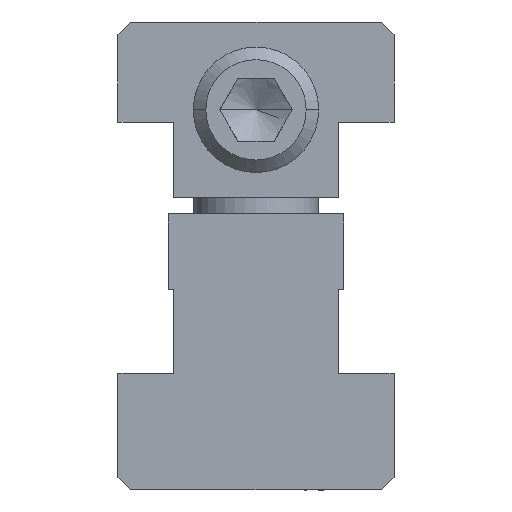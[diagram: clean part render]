
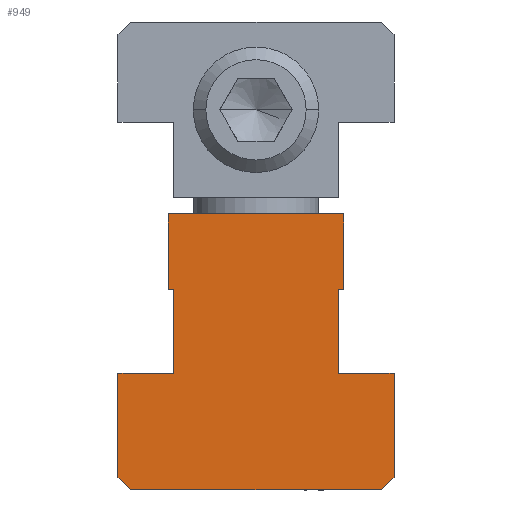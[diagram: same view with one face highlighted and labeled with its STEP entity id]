
A CAD part, front view. The second image highlights one B-rep face of the part: STEP entity #949.
In plain terms, the highlighted planar face has unit normal (0, -1, 0).
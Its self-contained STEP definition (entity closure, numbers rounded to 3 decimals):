
#413=VERTEX_POINT('',#1195);
#485=VERTEX_POINT('',#1275);
#489=VERTEX_POINT('',#1279);
#531=EDGE_CURVE('',#921,#581,#1327,.T.);
#565=EDGE_CURVE('',#1029,#413,#1369,.T.);
#575=EDGE_CURVE('',#763,#1087,#1379,.T.);
#581=VERTEX_POINT('',#1385);
#595=VERTEX_POINT('',#1399);
#615=EDGE_CURVE('',#1087,#1029,#1424,.T.);
#755=VERTEX_POINT('',#1580);
#763=VERTEX_POINT('',#1588);
#779=VERTEX_POINT('',#1605);
#799=VERTEX_POINT('',#1626);
#825=EDGE_CURVE('',#595,#921,#1657,.T.);
#849=EDGE_CURVE('',#779,#595,#1684,.T.);
#851=EDGE_CURVE('',#485,#779,#1686,.T.);
#863=VERTEX_POINT('',#1699);
#877=EDGE_CURVE('',#489,#763,#1715,.T.);
#921=VERTEX_POINT('',#1761);
#949=ADVANCED_FACE('',(#1790),#1791,.F.);
#979=EDGE_CURVE('',#413,#799,#1827,.T.);
#989=EDGE_CURVE('',#1149,#755,#1838,.T.);
#1009=EDGE_CURVE('',#863,#485,#1862,.T.);
#1029=VERTEX_POINT('',#1883);
#1085=EDGE_CURVE('',#799,#1149,#1944,.T.);
#1087=VERTEX_POINT('',#1946);
#1149=VERTEX_POINT('',#2016);
#1157=EDGE_CURVE('',#755,#863,#2025,.T.);
#1159=EDGE_CURVE('',#581,#489,#2027,.T.);
#1195=CARTESIAN_POINT('',(7.,-34.5,12.7));
#1275=CARTESIAN_POINT('',(11.0,-34.5,-8.3));
#1279=CARTESIAN_POINT('',(-6.6,-34.5,0.));
#1327=LINE('',#2249,#2250);
#1369=LINE('',#2298,#2299);
#1379=LINE('',#2317,#2318);
#1385=CARTESIAN_POINT('',(-11.0,-34.5,0.));
#1399=CARTESIAN_POINT('',(-10.,-34.5,-9.3));
#1424=LINE('',#2391,#2392);
#1580=CARTESIAN_POINT('',(6.6,-34.5,0.));
#1588=CARTESIAN_POINT('',(-6.6,-34.5,6.7));
#1605=CARTESIAN_POINT('',(10.0,-34.5,-9.3));
#1626=CARTESIAN_POINT('',(7.,-34.5,6.7));
#1657=LINE('',#2744,#2745);
#1684=LINE('',#2783,#2784);
#1686=LINE('',#2787,#2788);
#1699=CARTESIAN_POINT('',(11.0,-34.5,0.));
#1715=LINE('',#2834,#2835);
#1761=CARTESIAN_POINT('',(-11.0,-34.5,-8.3));
#1790=FACE_OUTER_BOUND('',#2957,.T.);
#1791=PLANE('',#2958);
#1827=LINE('',#3002,#3003);
#1838=LINE('',#3019,#3020);
#1862=LINE('',#3049,#3050);
#1883=CARTESIAN_POINT('',(-7.0,-34.5,12.7));
#1944=LINE('',#3164,#3165);
#1946=CARTESIAN_POINT('',(-7.0,-34.5,6.7));
#2016=CARTESIAN_POINT('',(6.6,-34.5,6.7));
#2025=LINE('',#3287,#3288);
#2027=LINE('',#3291,#3292);
#2249=CARTESIAN_POINT('',(-11.0,-34.5,-8.3));
#2250=VECTOR('',#3496,1.0);
#2298=CARTESIAN_POINT('',(-7.0,-34.5,12.7));
#2299=VECTOR('',#3554,1.0);
#2317=CARTESIAN_POINT('',(-6.6,-34.5,6.7));
#2318=VECTOR('',#3561,1.0);
#2391=CARTESIAN_POINT('',(-7.0,-34.5,6.7));
#2392=VECTOR('',#3601,1.0);
#2744=CARTESIAN_POINT('',(-10.,-34.5,-9.3));
#2745=VECTOR('',#3844,1.0);
#2783=CARTESIAN_POINT('',(10.0,-34.5,-9.3));
#2784=VECTOR('',#3862,1.0);
#2787=CARTESIAN_POINT('',(11.0,-34.5,-8.3));
#2788=VECTOR('',#3863,1.0);
#2834=CARTESIAN_POINT('',(-6.6,-34.5,0.));
#2835=VECTOR('',#3906,1.0);
#2957=EDGE_LOOP('',(#3956,#3957,#3958,#3959,#3960,#3961,#3962,#3963,#3964,#3965,#3966,#3967,#3968,#3969));
#2958=AXIS2_PLACEMENT_3D('',#3970,#3971,#3972);
#3002=CARTESIAN_POINT('',(7.,-34.5,12.7));
#3003=VECTOR('',#4030,1.0);
#3019=CARTESIAN_POINT('',(6.6,-34.5,6.7));
#3020=VECTOR('',#4041,1.0);
#3049=CARTESIAN_POINT('',(11.0,-34.5,0.));
#3050=VECTOR('',#4074,1.0);
#3164=CARTESIAN_POINT('',(7.,-34.5,6.7));
#3165=VECTOR('',#4142,1.0);
#3287=CARTESIAN_POINT('',(6.6,-34.5,0.));
#3288=VECTOR('',#4250,1.0);
#3291=CARTESIAN_POINT('',(-11.0,-34.5,0.));
#3292=VECTOR('',#4251,1.0);
#3496=DIRECTION('',(0.,0.,1.0));
#3554=DIRECTION('',(1.0,0.,0.0));
#3561=DIRECTION('',(-1.0,0.,0.0));
#3601=DIRECTION('',(0.,0.,1.0));
#3844=DIRECTION('',(-0.707,0.,0.707));
#3862=DIRECTION('',(-1.0,0.,0.0));
#3863=DIRECTION('',(-0.707,0.,-0.707));
#3906=DIRECTION('',(0.,0.,1.0));
#3956=ORIENTED_EDGE('',*,*,#1159,.F.);
#3957=ORIENTED_EDGE('',*,*,#531,.F.);
#3958=ORIENTED_EDGE('',*,*,#825,.F.);
#3959=ORIENTED_EDGE('',*,*,#849,.F.);
#3960=ORIENTED_EDGE('',*,*,#851,.F.);
#3961=ORIENTED_EDGE('',*,*,#1009,.F.);
#3962=ORIENTED_EDGE('',*,*,#1157,.F.);
#3963=ORIENTED_EDGE('',*,*,#989,.F.);
#3964=ORIENTED_EDGE('',*,*,#1085,.F.);
#3965=ORIENTED_EDGE('',*,*,#979,.F.);
#3966=ORIENTED_EDGE('',*,*,#565,.F.);
#3967=ORIENTED_EDGE('',*,*,#615,.F.);
#3968=ORIENTED_EDGE('',*,*,#575,.F.);
#3969=ORIENTED_EDGE('',*,*,#877,.F.);
#3970=CARTESIAN_POINT('',(0.,-34.5,0.731));
#3971=DIRECTION('',(0.,1.0,0.));
#3972=DIRECTION('',(-1.0,0.,0.0));
#4030=DIRECTION('',(0.,0.,-1.0));
#4041=DIRECTION('',(0.,0.,-1.0));
#4074=DIRECTION('',(0.,0.,-1.0));
#4142=DIRECTION('',(-1.0,0.,0.0));
#4250=DIRECTION('',(1.0,0.,0.0));
#4251=DIRECTION('',(1.0,0.,0.0));
